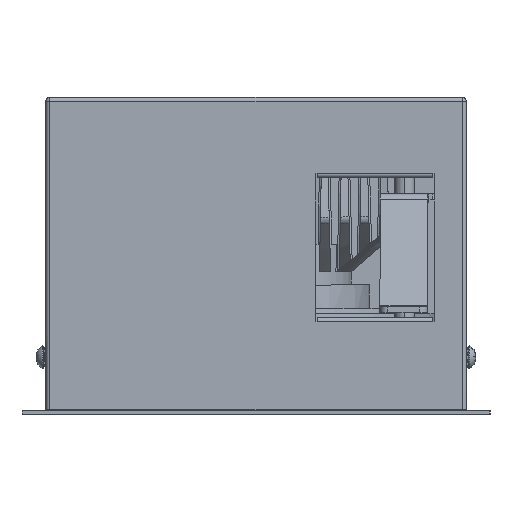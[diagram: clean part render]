
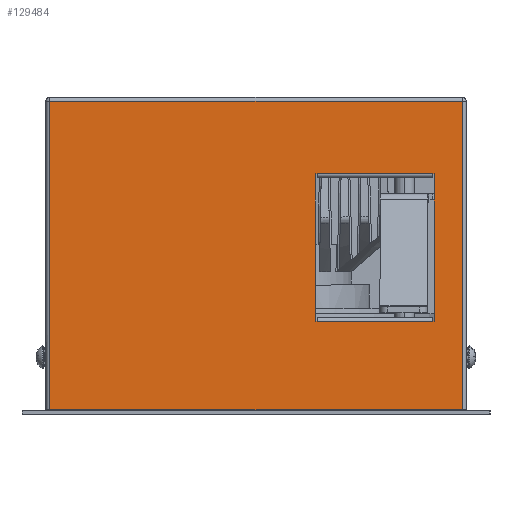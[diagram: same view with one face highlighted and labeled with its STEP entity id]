
A CAD part, left-side view. The second image highlights one B-rep face of the part: STEP entity #129484.
In plain terms, the highlighted planar face has unit normal (-1, 0, 0).
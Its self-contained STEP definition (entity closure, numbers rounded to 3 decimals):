
#426 = CARTESIAN_POINT ( 'NONE',  ( -104., -15., 60.7 ) ) ;
#10145 = DIRECTION ( 'NONE',  ( 0., 0., -1. ) ) ;
#13261 = CARTESIAN_POINT ( 'NONE',  ( -104., -15., 23.5 ) ) ;
#13287 = LINE ( 'NONE', #186204, #121001 ) ;
#14528 = EDGE_CURVE ( 'NONE', #223329, #180016, #76084, .T. ) ;
#18172 = CARTESIAN_POINT ( 'NONE',  ( -104., 52., 79. ) ) ;
#18650 = DIRECTION ( 'NONE',  ( 0., 1., 0. ) ) ;
#19496 = ORIENTED_EDGE ( 'NONE', *, *, #32211, .F. ) ;
#21123 = VECTOR ( 'NONE', #183359, 1000. ) ;
#26848 = LINE ( 'NONE', #201527, #21123 ) ;
#26900 = VECTOR ( 'NONE', #162078, 1000. ) ;
#28002 = EDGE_CURVE ( 'NONE', #64895, #223329, #66597, .T. ) ;
#28060 = EDGE_CURVE ( 'NONE', #180613, #29203, #103364, .T. ) ;
#29203 = VERTEX_POINT ( 'NONE', #91822 ) ;
#32211 = EDGE_CURVE ( 'NONE', #155333, #180613, #26848, .T. ) ;
#37834 = ORIENTED_EDGE ( 'NONE', *, *, #41929, .T. ) ;
#38414 = CARTESIAN_POINT ( 'NONE',  ( -104., -45., 23.5 ) ) ;
#41929 = EDGE_CURVE ( 'NONE', #232586, #182806, #88168, .T. ) ;
#42652 = VECTOR ( 'NONE', #18650, 1000. ) ;
#46296 = EDGE_LOOP ( 'NONE', ( #145541, #170419, #124448, #19496, #126829, #207608, #220752, #136633 ) ) ;
#47295 = CARTESIAN_POINT ( 'NONE',  ( -104., 53., 79. ) ) ;
#50126 = EDGE_CURVE ( 'NONE', #201450, #232586, #197623, .T. ) ;
#50893 = VERTEX_POINT ( 'NONE', #110658 ) ;
#51203 = EDGE_CURVE ( 'NONE', #64895, #29203, #75746, .T. ) ;
#57834 = EDGE_CURVE ( 'NONE', #182806, #162007, #219391, .T. ) ;
#62095 = EDGE_CURVE ( 'NONE', #180016, #50893, #187079, .T. ) ;
#64895 = VERTEX_POINT ( 'NONE', #194633 ) ;
#65079 = DIRECTION ( 'NONE',  ( 0., 0., 1. ) ) ;
#66597 = LINE ( 'NONE', #129285, #199604 ) ;
#68505 = VECTOR ( 'NONE', #65079, 1000. ) ;
#68805 = CARTESIAN_POINT ( 'NONE',  ( -104., 52., 1.2 ) ) ;
#68989 = DIRECTION ( 'NONE',  ( 0., 0., 1. ) ) ;
#74760 = CARTESIAN_POINT ( 'NONE',  ( -104., -45., 60.7 ) ) ;
#75746 = LINE ( 'NONE', #93844, #118200 ) ;
#75751 = EDGE_CURVE ( 'NONE', #114254, #155333, #13287, .T. ) ;
#76084 = LINE ( 'NONE', #195570, #129862 ) ;
#77811 = DIRECTION ( 'NONE',  ( 0., 1., 0. ) ) ;
#87881 = DIRECTION ( 'NONE',  ( -1., 0., 0. ) ) ;
#88168 = LINE ( 'NONE', #208796, #136379 ) ;
#91822 = CARTESIAN_POINT ( 'NONE',  ( -104., -15.5, 23.5 ) ) ;
#93844 = CARTESIAN_POINT ( 'NONE',  ( -104., -15.5, 23.5 ) ) ;
#103364 = LINE ( 'NONE', #13261, #151583 ) ;
#107880 = EDGE_CURVE ( 'NONE', #114254, #50893, #163949, .T. ) ;
#110658 = CARTESIAN_POINT ( 'NONE',  ( -104., -44.5, 60.7 ) ) ;
#114254 = VERTEX_POINT ( 'NONE', #126529 ) ;
#115801 = VECTOR ( 'NONE', #229537, 1000. ) ;
#118200 = VECTOR ( 'NONE', #130244, 1000. ) ;
#121001 = VECTOR ( 'NONE', #77811, 1000. ) ;
#124448 = ORIENTED_EDGE ( 'NONE', *, *, #28060, .F. ) ;
#126529 = CARTESIAN_POINT ( 'NONE',  ( -104., -15.5, 60.7 ) ) ;
#126829 = ORIENTED_EDGE ( 'NONE', *, *, #75751, .F. ) ;
#128673 = CARTESIAN_POINT ( 'NONE',  ( -104., -15., 60.7 ) ) ;
#129285 = CARTESIAN_POINT ( 'NONE',  ( -104., -15., 23.5 ) ) ;
#129484 = ADVANCED_FACE ( 'NONE', ( #222020, #133993 ), #141738, .T. ) ;
#129862 = VECTOR ( 'NONE', #68989, 1000. ) ;
#130244 = DIRECTION ( 'NONE',  ( 0., 1., 0. ) ) ;
#133993 = FACE_OUTER_BOUND ( 'NONE', #153784, .T. ) ;
#136379 = VECTOR ( 'NONE', #10145, 1000. ) ;
#136633 = ORIENTED_EDGE ( 'NONE', *, *, #14528, .F. ) ;
#137254 = ORIENTED_EDGE ( 'NONE', *, *, #160086, .T. ) ;
#141738 = PLANE ( 'NONE',  #191337 ) ;
#145541 = ORIENTED_EDGE ( 'NONE', *, *, #28002, .F. ) ;
#146502 = CARTESIAN_POINT ( 'NONE',  ( -104., -15., 23.5 ) ) ;
#151583 = VECTOR ( 'NONE', #158209, 1000. ) ;
#153784 = EDGE_LOOP ( 'NONE', ( #186881, #37834, #188747, #137254 ) ) ;
#155333 = VERTEX_POINT ( 'NONE', #128673 ) ;
#158209 = DIRECTION ( 'NONE',  ( 0., -1., 0. ) ) ;
#160086 = EDGE_CURVE ( 'NONE', #162007, #201450, #164795, .T. ) ;
#162007 = VERTEX_POINT ( 'NONE', #199507 ) ;
#162078 = DIRECTION ( 'NONE',  ( 0., -1., 0. ) ) ;
#163949 = LINE ( 'NONE', #175057, #115801 ) ;
#164795 = LINE ( 'NONE', #227214, #68505 ) ;
#166404 = CARTESIAN_POINT ( 'NONE',  ( -104., -52., 79. ) ) ;
#170419 = ORIENTED_EDGE ( 'NONE', *, *, #51203, .T. ) ;
#175057 = CARTESIAN_POINT ( 'NONE',  ( -104., 53., 60.7 ) ) ;
#178101 = CARTESIAN_POINT ( 'NONE',  ( -104., 53., 1. ) ) ;
#180016 = VERTEX_POINT ( 'NONE', #74760 ) ;
#180613 = VERTEX_POINT ( 'NONE', #146502 ) ;
#182806 = VERTEX_POINT ( 'NONE', #68805 ) ;
#183359 = DIRECTION ( 'NONE',  ( 0., 0., -1. ) ) ;
#186204 = CARTESIAN_POINT ( 'NONE',  ( -104., -15., 60.7 ) ) ;
#186881 = ORIENTED_EDGE ( 'NONE', *, *, #50126, .T. ) ;
#187079 = LINE ( 'NONE', #426, #42652 ) ;
#188747 = ORIENTED_EDGE ( 'NONE', *, *, #57834, .T. ) ;
#191337 = AXIS2_PLACEMENT_3D ( 'NONE', #178101, #87881, #214431 ) ;
#192002 = VECTOR ( 'NONE', #192117, 1000. ) ;
#192117 = DIRECTION ( 'NONE',  ( 0., 1., 0. ) ) ;
#194633 = CARTESIAN_POINT ( 'NONE',  ( -104., -44.5, 23.5 ) ) ;
#195570 = CARTESIAN_POINT ( 'NONE',  ( -104., -45., 23.5 ) ) ;
#197623 = LINE ( 'NONE', #47295, #192002 ) ;
#199507 = CARTESIAN_POINT ( 'NONE',  ( -104., -52., 1.2 ) ) ;
#199604 = VECTOR ( 'NONE', #203389, 1000. ) ;
#201450 = VERTEX_POINT ( 'NONE', #166404 ) ;
#201527 = CARTESIAN_POINT ( 'NONE',  ( -104., -15., 23.5 ) ) ;
#203389 = DIRECTION ( 'NONE',  ( 0., -1., 0. ) ) ;
#207608 = ORIENTED_EDGE ( 'NONE', *, *, #107880, .T. ) ;
#208796 = CARTESIAN_POINT ( 'NONE',  ( -104., 52., 1. ) ) ;
#214431 = DIRECTION ( 'NONE',  ( 0., -1., 0. ) ) ;
#215781 = CARTESIAN_POINT ( 'NONE',  ( -104., -53., 1.2 ) ) ;
#219391 = LINE ( 'NONE', #215781, #26900 ) ;
#220752 = ORIENTED_EDGE ( 'NONE', *, *, #62095, .F. ) ;
#222020 = FACE_BOUND ( 'NONE', #46296, .T. ) ;
#223329 = VERTEX_POINT ( 'NONE', #38414 ) ;
#227214 = CARTESIAN_POINT ( 'NONE',  ( -104., -52., 1. ) ) ;
#229537 = DIRECTION ( 'NONE',  ( 0., -1., 0. ) ) ;
#232586 = VERTEX_POINT ( 'NONE', #18172 ) ;
